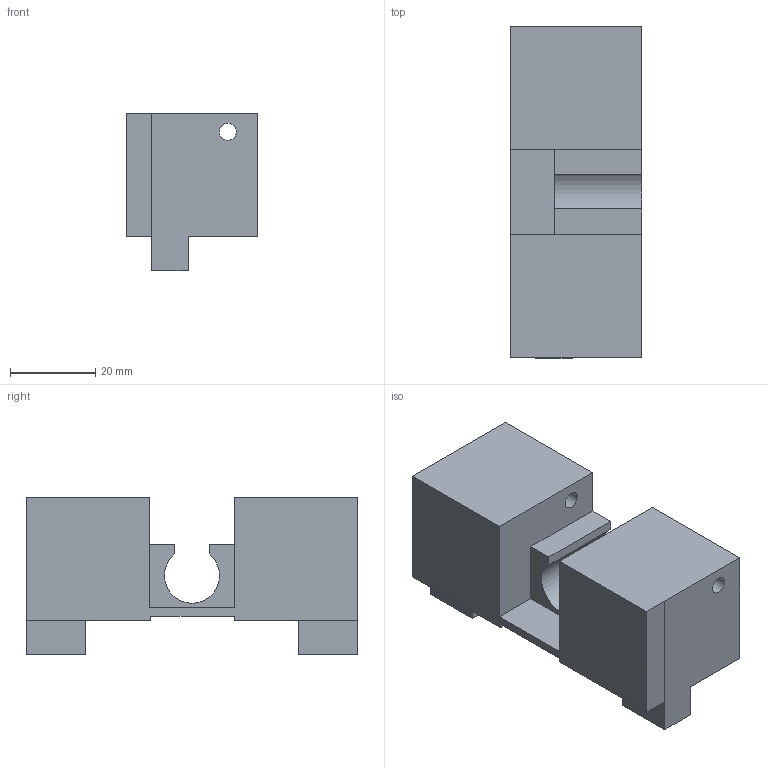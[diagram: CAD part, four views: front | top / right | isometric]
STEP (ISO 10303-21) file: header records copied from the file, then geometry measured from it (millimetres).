
FILE_DESCRIPTION(/* description */ (''),/* implementation_level */ '2;1');
FILE_NAME(/* name */ 'Lock_milling_jig_core_v1 v1.step',/* time_stamp */ '2022-05-25T14:01:53-05:00',/* author */ (''),/* organization */ (''),/* preprocessor_version */ 'ST-DEVELOPER v18.1',/* originating_system */ 'Autodesk Translation Framework v10.13.0.1454',/* authorisation */ '');
FILE_SCHEMA (('AUTOMOTIVE_DESIGN { 1 0 10303 214 3 1 1 }'));
Length unit declared in the file: millimetre
Products named in the file (1): Lock_milling_jig_core_v1
Bounding box: 31 x 78 x 37 mm (x, y, z)
Volume: 57812 mm3; surface area: 13441.8 mm2
Topology: 1 solids, 1 shells, 31 faces, 86 edges, 57 vertices
Faces by surface type: plane 28, cylinder 3
Full cylindrical faces by diameter (mm): 4 x2
Entity records: 1042 total; most frequent: CARTESIAN_POINT 175, ORIENTED_EDGE 172, DIRECTION 156, EDGE_CURVE 86, LINE 80, VECTOR 80, VERTEX_POINT 57, AXIS2_PLACEMENT_3D 38
